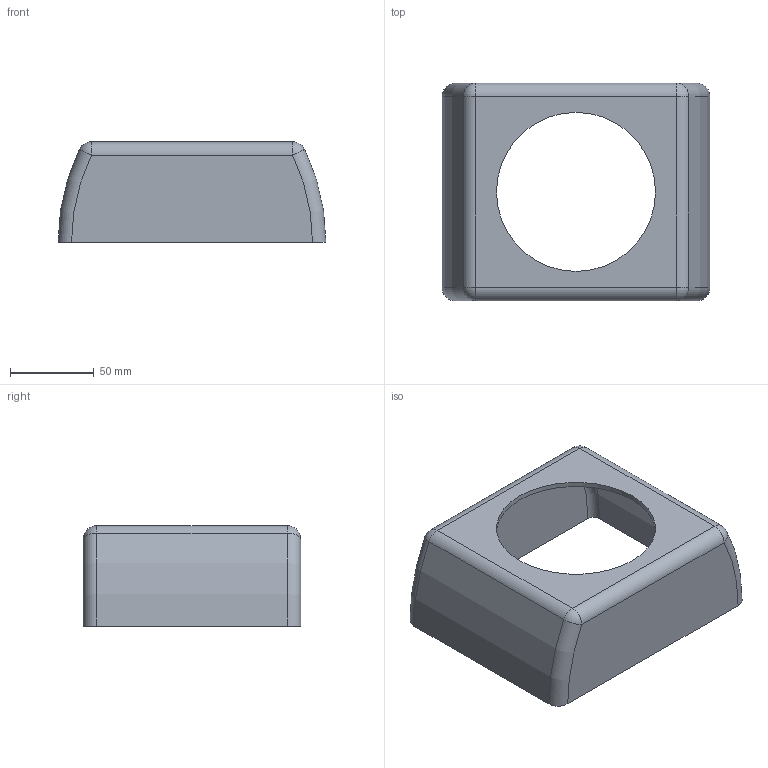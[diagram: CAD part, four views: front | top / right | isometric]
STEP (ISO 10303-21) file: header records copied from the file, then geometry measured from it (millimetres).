
FILE_DESCRIPTION (( 'STEP AP203' ), '1' );
FILE_NAME ('63LBB笢潔萇儂釱 - 萵掛.STEP', '2024-12-19T12:18:24', ( '' ), ( '' ), 'SwSTEP 2.0', 'SolidWorks 2024', '' );
FILE_SCHEMA (( 'CONFIG_CONTROL_DESIGN' ));
Length unit declared in the file: millimetre
Products named in the file (1): 63LBB中间电机座 - 副本
Bounding box: 160 x 130 x 60 mm (x, y, z)
Volume: 120888.9 mm3; surface area: 83177.4 mm2
Topology: 1 solids, 1 shells, 37 faces, 86 edges, 44 vertices
Faces by surface type: cylinder 14, torus 8, sphere 8, plane 7
Entity records: 1071 total; most frequent: DIRECTION 206, CARTESIAN_POINT 160, ORIENTED_EDGE 156, AXIS2_PLACEMENT_3D 90, EDGE_CURVE 78, CIRCLE 52, VERTEX_POINT 44, EDGE_LOOP 40
